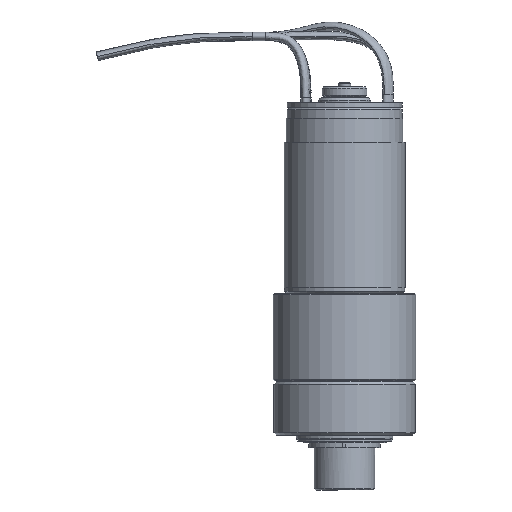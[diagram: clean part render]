
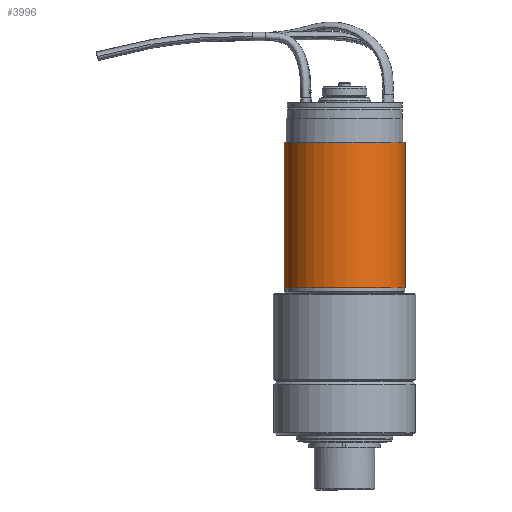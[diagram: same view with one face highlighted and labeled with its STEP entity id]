
A CAD part, left-side view. The second image highlights one B-rep face of the part: STEP entity #3996.
In plain terms, the highlighted cylindrical face has radius 5 mm (diameter 10 mm), a full revolution.
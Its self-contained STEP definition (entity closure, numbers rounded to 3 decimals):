
#68=CYLINDRICAL_SURFACE('',#4346,5.);
#134=FACE_BOUND('',#1309,.T.);
#1018=FACE_OUTER_BOUND('',#1308,.T.);
#1308=EDGE_LOOP('',(#3407));
#1309=EDGE_LOOP('',(#3408));
#1497=CIRCLE('',#4345,5.);
#1498=CIRCLE('',#4347,5.);
#1847=VERTEX_POINT('',#9287);
#1848=VERTEX_POINT('',#9290);
#2367=EDGE_CURVE('',#1847,#1847,#1497,.T.);
#2368=EDGE_CURVE('',#1848,#1848,#1498,.T.);
#3407=ORIENTED_EDGE('',*,*,#2368,.F.);
#3408=ORIENTED_EDGE('',*,*,#2367,.T.);
#3996=ADVANCED_FACE('',(#1018,#134),#68,.T.);
#4345=AXIS2_PLACEMENT_3D('',#9288,#5301,#5302);
#4346=AXIS2_PLACEMENT_3D('',#9289,#5303,#5304);
#4347=AXIS2_PLACEMENT_3D('',#9291,#5305,#5306);
#5301=DIRECTION('center_axis',(0.,0.,
1.));
#5302=DIRECTION('ref_axis',(0.,-1.,0.));
#5303=DIRECTION('center_axis',(0.,0.,
1.));
#5304=DIRECTION('ref_axis',(0.,-1.,0.));
#5305=DIRECTION('center_axis',(0.,0.,
1.));
#5306=DIRECTION('ref_axis',(0.,-1.,0.));
#9287=CARTESIAN_POINT('',(0.,-5.,0.5));
#9288=CARTESIAN_POINT('Origin',(0.,0.,
0.5));
#9289=CARTESIAN_POINT('Origin',(0.,0.,
6.5));
#9290=CARTESIAN_POINT('',(0.,-5.,12.5));
#9291=CARTESIAN_POINT('Origin',(0.,0.,
12.5));
